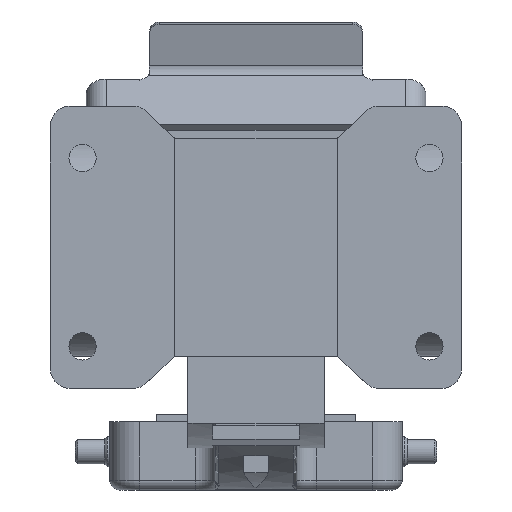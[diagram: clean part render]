
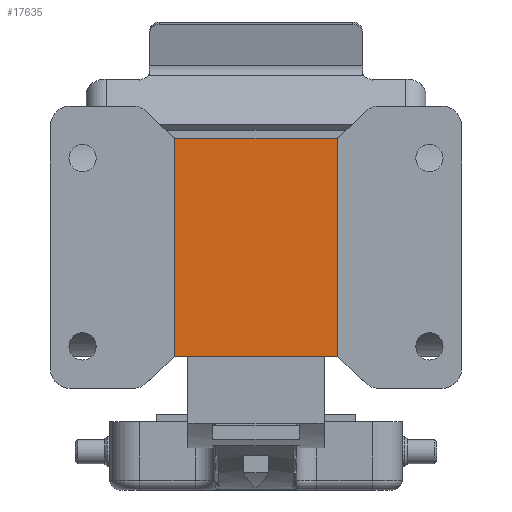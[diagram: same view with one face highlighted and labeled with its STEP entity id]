
A CAD part, front view. The second image highlights one B-rep face of the part: STEP entity #17635.
In plain terms, the highlighted planar face has unit normal (0, -1, 0).
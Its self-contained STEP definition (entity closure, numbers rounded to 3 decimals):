
#199 = VECTOR ( 'NONE', #13088, 1000. ) ;
#273 = CARTESIAN_POINT ( 'NONE',  ( -16.5, 0., -22. ) ) ;
#425 = DIRECTION ( 'NONE',  ( -0.72, 0., 0.694 ) ) ;
#469 = ORIENTED_EDGE ( 'NONE', *, *, #15616, .T. ) ;
#888 = CARTESIAN_POINT ( 'NONE',  ( -16.198, 0., 22. ) ) ;
#987 = VERTEX_POINT ( 'NONE', #17126 ) ;
#1002 = CARTESIAN_POINT ( 'NONE',  ( -16.198, 0., 22.75 ) ) ;
#1463 = CARTESIAN_POINT ( 'NONE',  ( -23.5, 0., -22. ) ) ;
#1916 = VERTEX_POINT ( 'NONE', #13538 ) ;
#1956 = EDGE_CURVE ( 'NONE', #10468, #19378, #15889, .T. ) ;
#2212 = CARTESIAN_POINT ( 'NONE',  ( -16.5, 0., 22. ) ) ;
#2578 = EDGE_CURVE ( 'NONE', #11268, #3485, #20519, .T. ) ;
#2667 = DIRECTION ( 'NONE',  ( 0., 0., -1. ) ) ;
#2675 = CIRCLE ( 'NONE', #19424, 0.75 ) ;
#2683 = DIRECTION ( 'NONE',  ( 0., 1., 0. ) ) ;
#2726 = VECTOR ( 'NONE', #425, 1000. ) ;
#2800 = AXIS2_PLACEMENT_3D ( 'NONE', #14038, #7454, #18985 ) ;
#3485 = VERTEX_POINT ( 'NONE', #9282 ) ;
#3604 = CIRCLE ( 'NONE', #16292, 0.75 ) ;
#3842 = ORIENTED_EDGE ( 'NONE', *, *, #4763, .F. ) ;
#3859 = VERTEX_POINT ( 'NONE', #273 ) ;
#4309 = ORIENTED_EDGE ( 'NONE', *, *, #19490, .T. ) ;
#4425 = CARTESIAN_POINT ( 'NONE',  ( -16.5, 0., -16. ) ) ;
#4519 = EDGE_CURVE ( 'NONE', #20196, #19343, #3604, .T. ) ;
#4596 = CARTESIAN_POINT ( 'NONE',  ( 16.198, 0., -22. ) ) ;
#4622 = LINE ( 'NONE', #19614, #199 ) ;
#4763 = EDGE_CURVE ( 'NONE', #15326, #987, #19333, .T. ) ;
#4970 = ORIENTED_EDGE ( 'NONE', *, *, #1956, .F. ) ;
#5043 = ORIENTED_EDGE ( 'NONE', *, *, #16214, .F. ) ;
#5527 = LINE ( 'NONE', #14351, #13789 ) ;
#5668 = ORIENTED_EDGE ( 'NONE', *, *, #16084, .T. ) ;
#5804 = DIRECTION ( 'NONE',  ( -0.72, 0., -0.694 ) ) ;
#6170 = VECTOR ( 'NONE', #7706, 1000. ) ;
#6516 = DIRECTION ( 'NONE',  ( 0.72, 0., 0.694 ) ) ;
#6854 = VECTOR ( 'NONE', #5804, 1000. ) ;
#7040 = CARTESIAN_POINT ( 'NONE',  ( -1.146, 0., 7.214 ) ) ;
#7258 = CARTESIAN_POINT ( 'NONE',  ( 16.198, 0., 22.75 ) ) ;
#7454 = DIRECTION ( 'NONE',  ( 0., -1., 0. ) ) ;
#7706 = DIRECTION ( 'NONE',  ( 1., 0., 0. ) ) ;
#7767 = ORIENTED_EDGE ( 'NONE', *, *, #14438, .F. ) ;
#8895 = DIRECTION ( 'NONE',  ( 0., 0., -1. ) ) ;
#9055 = CARTESIAN_POINT ( 'NONE',  ( 16.198, 0., -22.75 ) ) ;
#9282 = CARTESIAN_POINT ( 'NONE',  ( 16.5, 0., 22. ) ) ;
#9347 = CARTESIAN_POINT ( 'NONE',  ( -23.5, 0., 22. ) ) ;
#9614 = EDGE_LOOP ( 'NONE', ( #18446, #13991, #5043, #13393, #16323, #469, #3842, #4309, #4970, #18950, #7767, #5668 ) ) ;
#9812 = CIRCLE ( 'NONE', #10929, 0.75 ) ;
#10036 = VERTEX_POINT ( 'NONE', #14090 ) ;
#10250 = FACE_OUTER_BOUND ( 'NONE', #9614, .T. ) ;
#10465 = CARTESIAN_POINT ( 'NONE',  ( 16.718, 0., -22.21 ) ) ;
#10468 = VERTEX_POINT ( 'NONE', #2212 ) ;
#10708 = DIRECTION ( 'NONE',  ( 0., 0., -1. ) ) ;
#10929 = AXIS2_PLACEMENT_3D ( 'NONE', #7258, #18781, #8895 ) ;
#11268 = VERTEX_POINT ( 'NONE', #15806 ) ;
#11336 = EDGE_CURVE ( 'NONE', #3859, #10468, #16472, .T. ) ;
#12116 = VECTOR ( 'NONE', #19279, 1000. ) ;
#12165 = VERTEX_POINT ( 'NONE', #14345 ) ;
#12348 = AXIS2_PLACEMENT_3D ( 'NONE', #12591, #2683, #14249 ) ;
#12576 = DIRECTION ( 'NONE',  ( 0., 1., 0. ) ) ;
#12591 = CARTESIAN_POINT ( 'NONE',  ( -16.198, 0., -22.75 ) ) ;
#13047 = DIRECTION ( 'NONE',  ( -1., 0., 0. ) ) ;
#13088 = DIRECTION ( 'NONE',  ( 0.72, 0., -0.694 ) ) ;
#13393 = ORIENTED_EDGE ( 'NONE', *, *, #20114, .T. ) ;
#13538 = CARTESIAN_POINT ( 'NONE',  ( 16.5, 0., -22. ) ) ;
#13789 = VECTOR ( 'NONE', #20961, 1000. ) ;
#13885 = CARTESIAN_POINT ( 'NONE',  ( -16.718, 0., 22.21 ) ) ;
#13991 = ORIENTED_EDGE ( 'NONE', *, *, #4519, .T. ) ;
#14038 = CARTESIAN_POINT ( 'NONE',  ( -23.5, 0., -16. ) ) ;
#14090 = CARTESIAN_POINT ( 'NONE',  ( -16.198, 0., -22. ) ) ;
#14249 = DIRECTION ( 'NONE',  ( 0., 0., -1. ) ) ;
#14345 = CARTESIAN_POINT ( 'NONE',  ( -16.718, 0., -22.21 ) ) ;
#14351 = CARTESIAN_POINT ( 'NONE',  ( 16.5, 0., -16. ) ) ;
#14438 = EDGE_CURVE ( 'NONE', #12165, #3859, #20494, .T. ) ;
#15326 = VERTEX_POINT ( 'NONE', #888 ) ;
#15481 = CIRCLE ( 'NONE', #12348, 0.75 ) ;
#15616 = EDGE_CURVE ( 'NONE', #11268, #987, #9812, .T. ) ;
#15661 = CARTESIAN_POINT ( 'NONE',  ( 16.5, 0., 22. ) ) ;
#15806 = CARTESIAN_POINT ( 'NONE',  ( 16.718, 0., 22.21 ) ) ;
#15889 = LINE ( 'NONE', #7040, #2726 ) ;
#16084 = EDGE_CURVE ( 'NONE', #12165, #10036, #15481, .T. ) ;
#16136 = VECTOR ( 'NONE', #13047, 1000. ) ;
#16214 = EDGE_CURVE ( 'NONE', #1916, #19343, #4622, .T. ) ;
#16292 = AXIS2_PLACEMENT_3D ( 'NONE', #9055, #20590, #10708 ) ;
#16323 = ORIENTED_EDGE ( 'NONE', *, *, #2578, .F. ) ;
#16369 = CARTESIAN_POINT ( 'NONE',  ( -17.134, 0., -22.611 ) ) ;
#16472 = LINE ( 'NONE', #4425, #12116 ) ;
#17126 = CARTESIAN_POINT ( 'NONE',  ( 16.198, 0., 22. ) ) ;
#17635 = ADVANCED_FACE ( 'NONE', ( #10250 ), #20579, .T. ) ;
#18446 = ORIENTED_EDGE ( 'NONE', *, *, #18604, .F. ) ;
#18604 = EDGE_CURVE ( 'NONE', #20196, #10036, #20547, .T. ) ;
#18781 = DIRECTION ( 'NONE',  ( 0., 1., 0. ) ) ;
#18950 = ORIENTED_EDGE ( 'NONE', *, *, #11336, .F. ) ;
#18985 = DIRECTION ( 'NONE',  ( 0., 0., -1. ) ) ;
#19279 = DIRECTION ( 'NONE',  ( 0., 0., 1. ) ) ;
#19333 = LINE ( 'NONE', #9347, #6170 ) ;
#19343 = VERTEX_POINT ( 'NONE', #10465 ) ;
#19378 = VERTEX_POINT ( 'NONE', #13885 ) ;
#19424 = AXIS2_PLACEMENT_3D ( 'NONE', #1002, #12576, #2667 ) ;
#19490 = EDGE_CURVE ( 'NONE', #15326, #19378, #2675, .T. ) ;
#19614 = CARTESIAN_POINT ( 'NONE',  ( 22.088, 0., -27.381 ) ) ;
#20114 = EDGE_CURVE ( 'NONE', #1916, #3485, #5527, .T. ) ;
#20196 = VERTEX_POINT ( 'NONE', #4596 ) ;
#20494 = LINE ( 'NONE', #16369, #20986 ) ;
#20519 = LINE ( 'NONE', #15661, #6854 ) ;
#20547 = LINE ( 'NONE', #1463, #16136 ) ;
#20579 = PLANE ( 'NONE',  #2800 ) ;
#20590 = DIRECTION ( 'NONE',  ( 0., 1., 0. ) ) ;
#20961 = DIRECTION ( 'NONE',  ( 0., 0., 1. ) ) ;
#20986 = VECTOR ( 'NONE', #6516, 1000. ) ;
